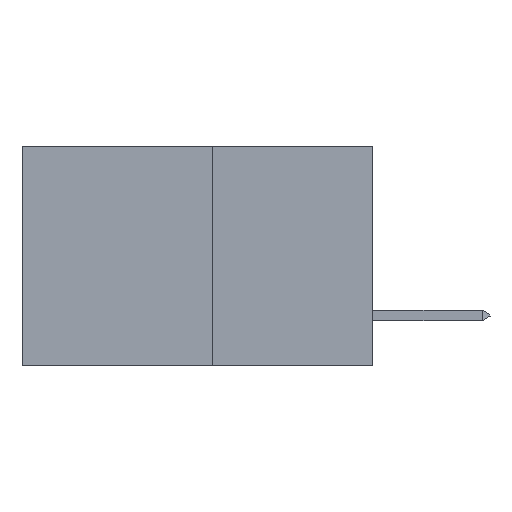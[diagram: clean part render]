
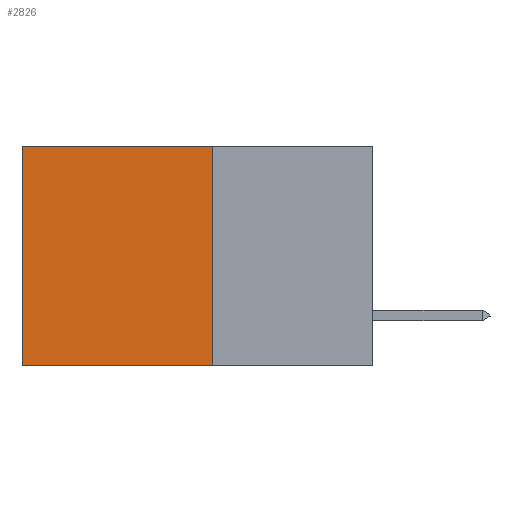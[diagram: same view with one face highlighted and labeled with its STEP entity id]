
A CAD part, left-side view. The second image highlights one B-rep face of the part: STEP entity #2826.
In plain terms, the highlighted planar face has unit normal (-1, 0, 0).
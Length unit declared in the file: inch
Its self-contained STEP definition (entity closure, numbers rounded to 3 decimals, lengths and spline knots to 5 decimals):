
#220 = CARTESIAN_POINT ( 'NONE',  ( 0.277, 0.27, -0.37 ) ) ;
#341 = LINE ( 'NONE', #11297, #13492 ) ;
#564 = CARTESIAN_POINT ( 'NONE',  ( 0.277, 0.59, -0.37 ) ) ;
#1218 = CARTESIAN_POINT ( 'NONE',  ( 0.277, 0.27, 0. ) ) ;
#1388 = VERTEX_POINT ( 'NONE', #12936 ) ;
#1433 = LINE ( 'NONE', #12586, #6679 ) ;
#1852 = AXIS2_PLACEMENT_3D ( 'NONE', #12293, #11817, #11771 ) ;
#2826 = ADVANCED_FACE ( 'NONE', ( #10216 ), #12406, .F. ) ;
#3598 = DIRECTION ( 'NONE',  ( 0., 0., -1. ) ) ;
#4220 = VERTEX_POINT ( 'NONE', #7133 ) ;
#4566 = EDGE_LOOP ( 'NONE', ( #5466, #10902, #13481, #5790 ) ) ;
#5466 = ORIENTED_EDGE ( 'NONE', *, *, #6784, .T. ) ;
#5491 = VERTEX_POINT ( 'NONE', #564 ) ;
#5790 = ORIENTED_EDGE ( 'NONE', *, *, #12720, .T. ) ;
#6109 = VECTOR ( 'NONE', #11044, 39.37008 ) ;
#6216 = DIRECTION ( 'NONE',  ( 0., 1., 0. ) ) ;
#6679 = VECTOR ( 'NONE', #3598, 39.37008 ) ;
#6784 = EDGE_CURVE ( 'NONE', #1388, #5491, #1433, .T. ) ;
#7133 = CARTESIAN_POINT ( 'NONE',  ( 0.277, 0.27, 0. ) ) ;
#7183 = LINE ( 'NONE', #1218, #12260 ) ;
#8974 = CARTESIAN_POINT ( 'NONE',  ( 0.277, 0.27, -0.37 ) ) ;
#9466 = EDGE_CURVE ( 'NONE', #4220, #11627, #11519, .T. ) ;
#10216 = FACE_OUTER_BOUND ( 'NONE', #4566, .T. ) ;
#10609 = DIRECTION ( 'NONE',  ( 0., 1., 0. ) ) ;
#10902 = ORIENTED_EDGE ( 'NONE', *, *, #12083, .F. ) ;
#11044 = DIRECTION ( 'NONE',  ( 0., 0., -1. ) ) ;
#11297 = CARTESIAN_POINT ( 'NONE',  ( 0.277, 0.27, -0.37 ) ) ;
#11519 = LINE ( 'NONE', #8974, #6109 ) ;
#11627 = VERTEX_POINT ( 'NONE', #220 ) ;
#11771 = DIRECTION ( 'NONE',  ( 0., 0., -1. ) ) ;
#11817 = DIRECTION ( 'NONE',  ( 1., 0., 0. ) ) ;
#12083 = EDGE_CURVE ( 'NONE', #11627, #5491, #341, .T. ) ;
#12260 = VECTOR ( 'NONE', #10609, 39.37008 ) ;
#12293 = CARTESIAN_POINT ( 'NONE',  ( 0.277, 0.27, -0.37 ) ) ;
#12406 = PLANE ( 'NONE',  #1852 ) ;
#12586 = CARTESIAN_POINT ( 'NONE',  ( 0.277, 0.59, -0.37 ) ) ;
#12720 = EDGE_CURVE ( 'NONE', #4220, #1388, #7183, .T. ) ;
#12936 = CARTESIAN_POINT ( 'NONE',  ( 0.277, 0.59, 0. ) ) ;
#13481 = ORIENTED_EDGE ( 'NONE', *, *, #9466, .F. ) ;
#13492 = VECTOR ( 'NONE', #6216, 39.37008 ) ;
